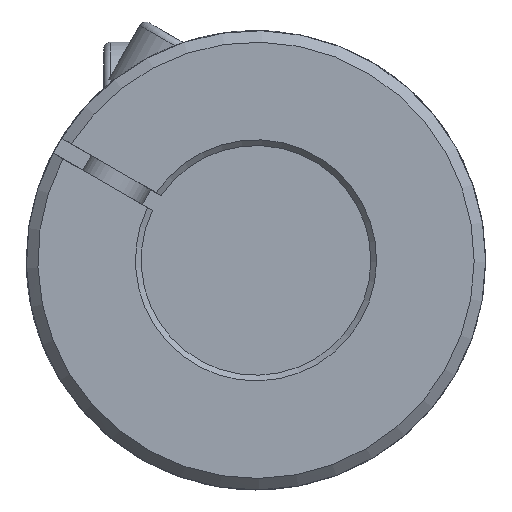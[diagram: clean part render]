
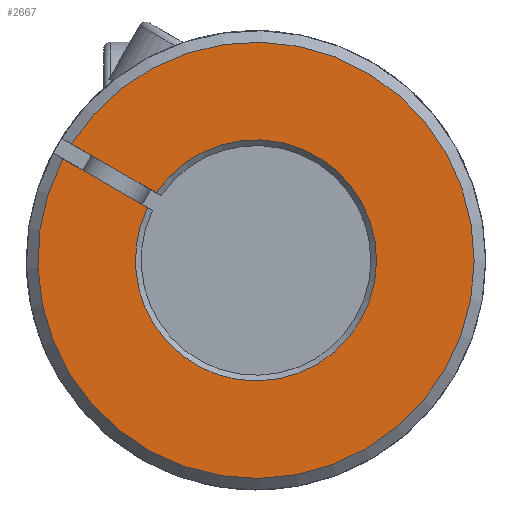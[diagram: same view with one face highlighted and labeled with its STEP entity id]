
A CAD part, left-side view. The second image highlights one B-rep face of the part: STEP entity #2667.
In plain terms, the highlighted planar face has unit normal (-1, 0, 0).
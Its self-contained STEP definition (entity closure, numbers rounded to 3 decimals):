
#121=CIRCLE('',#2804,19.);
#122=CIRCLE('',#2805,10.5);
#290=ORIENTED_EDGE('',*,*,#837,.T.);
#291=ORIENTED_EDGE('',*,*,#838,.F.);
#292=ORIENTED_EDGE('',*,*,#839,.T.);
#293=ORIENTED_EDGE('',*,*,#840,.T.);
#837=EDGE_CURVE('',#1110,#1111,#1280,.T.);
#838=EDGE_CURVE('',#1112,#1111,#121,.T.);
#839=EDGE_CURVE('',#1112,#1113,#1281,.T.);
#840=EDGE_CURVE('',#1113,#1110,#122,.T.);
#1110=VERTEX_POINT('',#3796);
#1111=VERTEX_POINT('',#3797);
#1112=VERTEX_POINT('',#3799);
#1113=VERTEX_POINT('',#3801);
#1280=LINE('',#3795,#1388);
#1281=LINE('',#3800,#1389);
#1388=VECTOR('',#3105,1000.);
#1389=VECTOR('',#3108,1000.);
#1486=EDGE_LOOP('',(#290,#291,#292,#293));
#1639=FACE_BOUND('',#1486,.T.);
#1788=PLANE('',#2803);
#2667=ADVANCED_FACE('',(#1639),#1788,.F.);
#2803=AXIS2_PLACEMENT_3D('',#3794,#3103,#3104);
#2804=AXIS2_PLACEMENT_3D('',#3798,#3106,#3107);
#2805=AXIS2_PLACEMENT_3D('',#3802,#3109,#3110);
#3103=DIRECTION('',(1.,0.,0.));
#3104=DIRECTION('',(0.,0.,-1.));
#3105=DIRECTION('',(0.,0.866,0.5));
#3106=DIRECTION('',(1.,0.,0.));
#3107=DIRECTION('',(0.,0.,-1.));
#3108=DIRECTION('',(0.,-0.866,-0.5));
#3109=DIRECTION('',(1.,0.,0.));
#3110=DIRECTION('',(0.,0.,-1.));
#3794=CARTESIAN_POINT('',(0.,0.,0.));
#3795=CARTESIAN_POINT('',(0.,0.375,-0.65));
#3796=CARTESIAN_POINT('',(0.,9.445,4.587));
#3797=CARTESIAN_POINT('',(0.,16.817,8.843));
#3798=CARTESIAN_POINT('',(0.,0.,0.));
#3799=CARTESIAN_POINT('',(0.,16.067,10.142));
#3800=CARTESIAN_POINT('',(0.,34.266,20.65));
#3801=CARTESIAN_POINT('',(0.,8.695,5.886));
#3802=CARTESIAN_POINT('',(0.,0.,0.));
